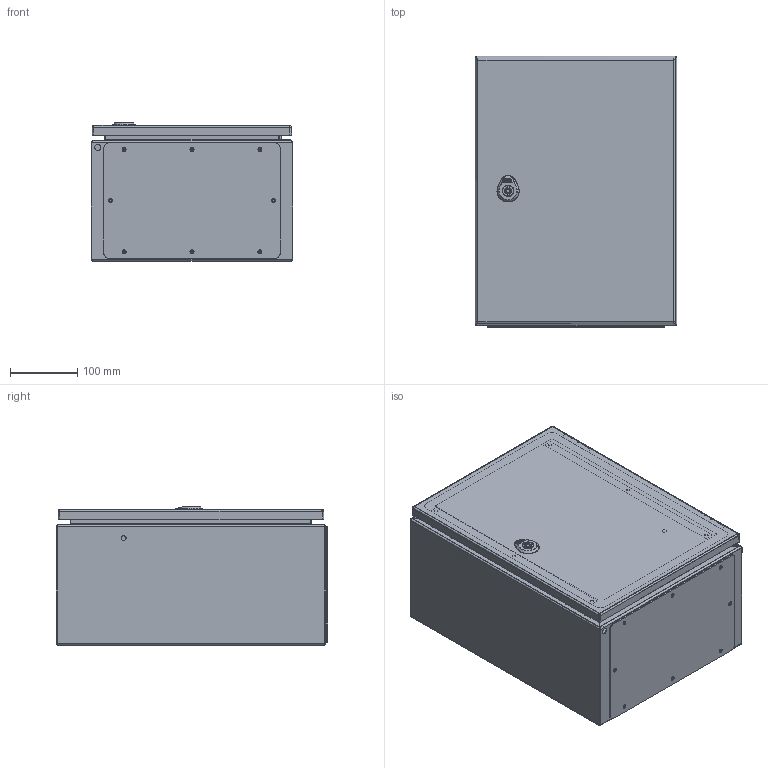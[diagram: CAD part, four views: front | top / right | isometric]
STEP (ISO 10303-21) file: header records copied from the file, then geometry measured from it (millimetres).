
FILE_DESCRIPTION(/* description */ (''),/* implementation_level */ '2;1');
FILE_NAME(/* name */ 'GN403020.stp',/* time_stamp */ '2020-04-22T08:40:09+02:00',/* author */ (''),/* organization */ (''),/* preprocessor_version */ 'ST-DEVELOPER v16.7',/* originating_system */ 'SIEMENS PLM Software NX 12.0',/* authorisation */ '');
FILE_SCHEMA (('AUTOMOTIVE_DESIGN { 1 0 10303 214 3 1 1 1 }'));
Products named in the file (8): CUERPO_403020; TAPA_262X172; 500.P001-02-BISAGRA CUERPO ARGENTA_stp; PUERTA_4030; CIE LI DB5 1P PA_PA 22X35; ALZADOR PLACAS ARGENTA; PL4030; GN403020_stp
Assembly tree (11 placements, depth 2):
  GN403020_stp
    PL4030
    ALZADOR PLACAS ARGENTA  x4
    CIE LI DB5 1P PA_PA 22X35
    PUERTA_4030
    500.P001-02-BISAGRA CUERPO ARGENTA_stp  x2
    TAPA_262X172
    CUERPO_403020
Bounding box: 300 x 403 x 205.65 mm (x, y, z)
Volume: 1088621.1 mm3; surface area: 1465670 mm2
Topology: 32 solids, 32 shells, 1034 faces, 2549 edges, 1587 vertices
Faces by surface type: plane 482, cylinder 379, bspline 90, cone 35, torus 29, sphere 19
Full cylindrical faces by diameter (mm): 3 x16, 3.5 x20, 5 x6, 5.2 x8, 6 x8, 7 x7, 9 x13, 10 x1, 14 x1, 16.25 x1, 17 x4, 19.3 x1
Entity records: 64704 total; most frequent: CARTESIAN_POINT 40533, ORIENTED_EDGE 4460, DIRECTION 4276, EDGE_CURVE 2230, AXIS2_PLACEMENT_3D 1551, VERTEX_POINT 1430, EDGE_LOOP 1214, LINE 1174
